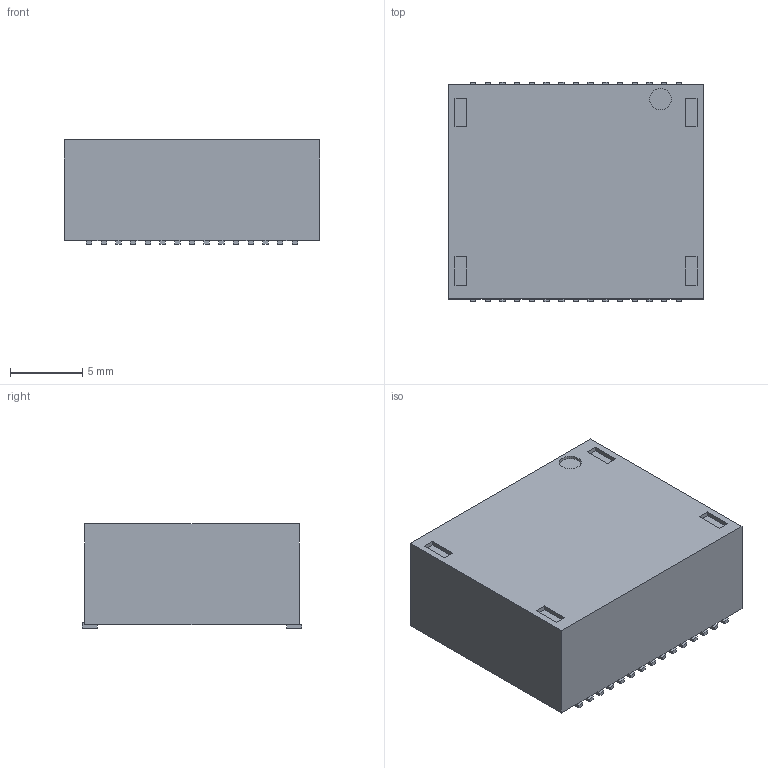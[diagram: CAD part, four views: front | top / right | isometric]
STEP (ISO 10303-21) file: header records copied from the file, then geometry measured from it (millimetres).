
FILE_DESCRIPTION((''),'2;1');
FILE_NAME('15FB-97FNL','2024-10-25T',('15794'),(''),'PRO/ENGINEER BY PARAMETRIC TECHNOLOGY CORPORATION, 2011310','PRO/ENGINEER BY PARAMETRIC TECHNOLOGY CORPORATION, 2011310','');
FILE_SCHEMA(('CONFIG_CONTROL_DESIGN'));
Length unit declared in the file: millimetre
Products named in the file (1): 15FB-97FNL
Bounding box: 17.73 x 15.24 x 7.24 mm (x, y, z)
Volume: 1845 mm3; surface area: 1016.6 mm2
Topology: 1 solids, 1 shells, 209 faces, 576 edges, 374 vertices
Faces by surface type: plane 207, cylinder 2
Entity records: 6512 total; most frequent: CARTESIAN_POINT 1159, ORIENTED_EDGE 1152, DIRECTION 998, EDGE_CURVE 576, VECTOR 572, LINE 572, VERTEX_POINT 374, EDGE_LOOP 214
